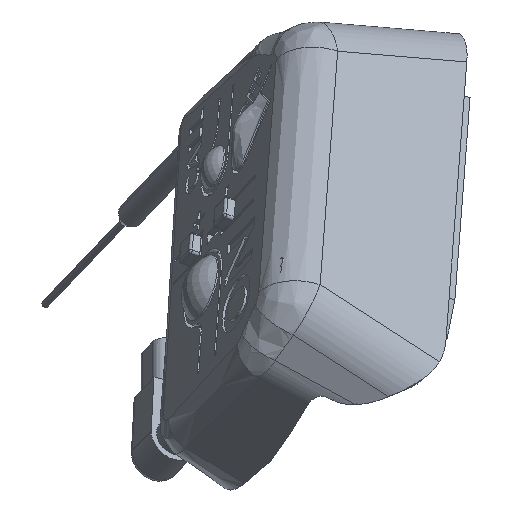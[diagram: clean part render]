
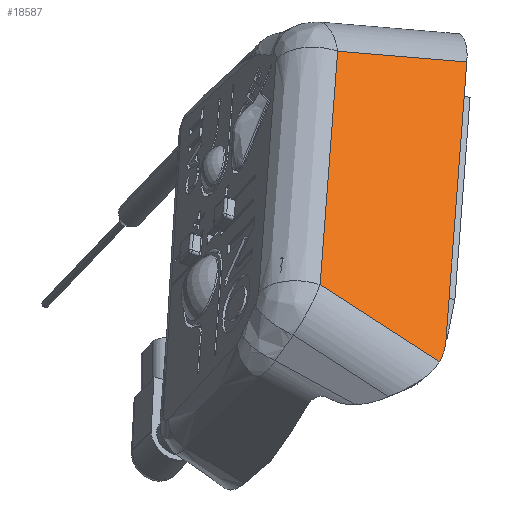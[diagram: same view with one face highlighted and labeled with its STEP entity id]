
A CAD part, isometric view. The second image highlights one B-rep face of the part: STEP entity #18587.
In plain terms, the highlighted face is planar.
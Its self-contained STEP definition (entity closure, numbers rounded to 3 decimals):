
#79 = PLANE ( 'NONE',  #18733 ) ;
#870 = ORIENTED_EDGE ( 'NONE', *, *, #22413, .T. ) ;
#1240 = CARTESIAN_POINT ( 'NONE',  ( 1.813, -16.121, -28.374 ) ) ;
#1529 = VERTEX_POINT ( 'NONE', #23642 ) ;
#2237 = CARTESIAN_POINT ( 'NONE',  ( 6.585, -16.121, -16.54 ) ) ;
#4189 = DIRECTION ( 'NONE',  ( 0., 1., 0. ) ) ;
#4430 = ORIENTED_EDGE ( 'NONE', *, *, #22772, .T. ) ;
#4814 = ORIENTED_EDGE ( 'NONE', *, *, #25292, .T. ) ;
#5127 = VECTOR ( 'NONE', #11606, 1000. ) ;
#6550 = DIRECTION ( 'NONE',  ( 0., -1., 0. ) ) ;
#6769 = CIRCLE ( 'NONE', #19677, 12.76 ) ;
#7494 = DIRECTION ( 'NONE',  ( -0.27, 0., 0.963 ) ) ;
#8280 = LINE ( 'NONE', #21785, #5127 ) ;
#8683 = CARTESIAN_POINT ( 'NONE',  ( 59.007, -16.121, -4.3 ) ) ;
#9279 = EDGE_LOOP ( 'NONE', ( #13557, #870, #4814, #4430, #11173 ) ) ;
#9886 = CARTESIAN_POINT ( 'NONE',  ( 9.281, -16.121, -4.3 ) ) ;
#10238 = CARTESIAN_POINT ( 'NONE',  ( 25.856, -16.121, -4.3 ) ) ;
#10408 = VERTEX_POINT ( 'NONE', #24962 ) ;
#11173 = ORIENTED_EDGE ( 'NONE', *, *, #21856, .T. ) ;
#11606 = DIRECTION ( 'NONE',  ( 1., 0., 0. ) ) ;
#11906 = DIRECTION ( 'NONE',  ( -0.296, 0., -0.955 ) ) ;
#13557 = ORIENTED_EDGE ( 'NONE', *, *, #13669, .F. ) ;
#13669 = EDGE_CURVE ( 'NONE', #10408, #17338, #6769, .T. ) ;
#13718 = VECTOR ( 'NONE', #11906, 1000. ) ;
#13873 = CARTESIAN_POINT ( 'NONE',  ( 42.431, -16.121, -4.3 ) ) ;
#15826 = FACE_OUTER_BOUND ( 'NONE', #9279, .T. ) ;
#15941 = CARTESIAN_POINT ( 'NONE',  ( 59.007, -16.121, -4.3 ) ) ;
#16417 = DIRECTION ( 'NONE',  ( 0., 0., -1. ) ) ;
#17338 = VERTEX_POINT ( 'NONE', #1240 ) ;
#18259 = VERTEX_POINT ( 'NONE', #8683 ) ;
#18587 = ADVANCED_FACE ( 'NONE', ( #15826 ), #79, .T. ) ;
#18733 = AXIS2_PLACEMENT_3D ( 'NONE', #20201, #6550, #20741 ) ;
#19031 = VERTEX_POINT ( 'NONE', #22466 ) ;
#19677 = AXIS2_PLACEMENT_3D ( 'NONE', #2237, #4189, #16417 ) ;
#19905 = CARTESIAN_POINT ( 'NONE',  ( 7.052, -16.121, -11.485 ) ) ;
#20201 = CARTESIAN_POINT ( 'NONE',  ( 64.482, -16.121, -29.3 ) ) ;
#20741 = DIRECTION ( 'NONE',  ( 0., 0., -1. ) ) ;
#21785 = CARTESIAN_POINT ( 'NONE',  ( 64.482, -16.121, -29.3 ) ) ;
#21856 = EDGE_CURVE ( 'NONE', #19031, #17338, #24786, .T. ) ;
#22413 = EDGE_CURVE ( 'NONE', #10408, #1529, #8280, .T. ) ;
#22466 = CARTESIAN_POINT ( 'NONE',  ( 9.281, -16.121, -4.3 ) ) ;
#22772 = EDGE_CURVE ( 'NONE', #18259, #19031, #24732, .T. ) ;
#22782 = LINE ( 'NONE', #23984, #25624 ) ;
#23642 = CARTESIAN_POINT ( 'NONE',  ( 66.025, -16.121, -29.3 ) ) ;
#23984 = CARTESIAN_POINT ( 'NONE',  ( 65.912, -16.121, -28.899 ) ) ;
#24732 = B_SPLINE_CURVE_WITH_KNOTS ( 'NONE', 3,
 ( #15941, #13873, #10238, #9886 ),
 .UNSPECIFIED., .F., .F.,
 ( 4, 4 ),
 ( -0.055, -0.005 ),
 .UNSPECIFIED. ) ;
#24786 = LINE ( 'NONE', #19905, #13718 ) ;
#24962 = CARTESIAN_POINT ( 'NONE',  ( 6.585, -16.121, -29.3 ) ) ;
#25292 = EDGE_CURVE ( 'NONE', #1529, #18259, #22782, .T. ) ;
#25624 = VECTOR ( 'NONE', #7494, 1000. ) ;
